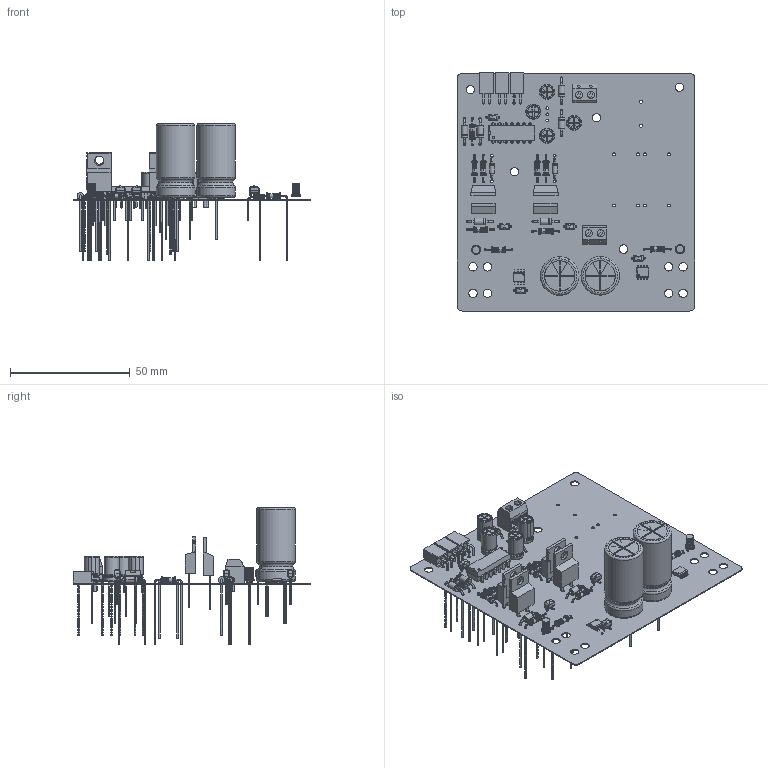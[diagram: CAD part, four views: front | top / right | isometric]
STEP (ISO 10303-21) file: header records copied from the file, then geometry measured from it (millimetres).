
FILE_DESCRIPTION(('Open CASCADE Model'),'2;1');
FILE_NAME('Open CASCADE Shape Model','2024-04-27T23:26:31',('Author'),( 'Open CASCADE'),'Open CASCADE STEP processor 7.5','Open CASCADE 7.5' ,'Unknown');
FILE_SCHEMA(('AUTOMOTIVE_DESIGN { 1 0 10303 214 1 1 1 1 }'));
Length unit declared in the file: millimetre
Products named in the file (74): PCB; Board; Open CASCADE STEP translator 7.5 1.1.1; U3; 6831826256; U2; 7330374976; U1; 7330375296; R9; MFR-25FTE52-1R; R8; R7; R6; R5; R4; R3; R2; R1; Q3; 7330374176; Q2; J2; KF301-5.0-2P; J6; 613004243121; Open CASCADE STEP translator 7.5 1.17.1.1; Open CASCADE STEP translator 7.5 1.17.1.2; Open CASCADE STEP translator 7.5 1.17.1.3; Open CASCADE STEP translator 7.5 1.17.1.4; Open CASCADE STEP translator 7.5 1.17.1.5; J5; J1; J4; DS2; 6889546144; Extruded; 6889546224; 6889543744; DS1 ...
Assembly tree (98 placements, depth 4):
  PCB
    Board
      Open CASCADE STEP translator 7.5 1.1.1
    U3
      6831826256
    U2
      7330374976
    U1
      7330375296
    R9
      MFR-25FTE52-1R
    R8
      MFR-25FTE52-1R
    R7
      MFR-25FTE52-1R
    R6
      MFR-25FTE52-1R
    R5
      MFR-25FTE52-1R
    R4
      MFR-25FTE52-1R
    R3
      MFR-25FTE52-1R
    R2
      MFR-25FTE52-1R
    R1
      MFR-25FTE52-1R
    Q3
      7330374176
    Q2
      7330374176
    J2
      KF301-5.0-2P
    J6
      613004243121
        Open CASCADE STEP translator 7.5 1.17.1.1
        Open CASCADE STEP translator 7.5 1.17.1.2
        Open CASCADE STEP translator 7.5 1.17.1.3
        Open CASCADE STEP translator 7.5 1.17.1.4
        Open CASCADE STEP translator 7.5 1.17.1.5
    J5
      613004243121
        Open CASCADE STEP translator 7.5 1.17.1.1
        Open CASCADE STEP translator 7.5 1.17.1.2
        Open CASCADE STEP translator 7.5 1.17.1.3
        Open CASCADE STEP translator 7.5 1.17.1.4
        Open CASCADE STEP translator 7.5 1.17.1.5
    J1
      KF301-5.0-2P
    J4
      613004243121
        Open CASCADE STEP translator 7.5 1.17.1.1
        Open CASCADE STEP translator 7.5 1.17.1.2
        Open CASCADE STEP translator 7.5 1.17.1.3
        Open CASCADE STEP translator 7.5 1.17.1.4
        Open CASCADE STEP translator 7.5 1.17.1.5
    DS2
      6889546144
        Extruded
      6889546224
Bounding box: 99 x 99.16 x 57.02 mm (x, y, z)
Volume: 22520 mm3; surface area: 40476.7 mm2
Topology: 272 solids, 272 shells, 3950 faces, 9299 edges, 5910 vertices
Faces by surface type: plane 2223, cylinder 1077, torus 400, bspline 178, cone 72
Full cylindrical faces by diameter (mm): 0.75 x8, 0.8 x28, 0.83 x14, 0.9 x4, 1 x8, 1.03 x12, 1.05 x4, 1.06 x12, 1.1 x4, 1.2 x10, 1.23 x6, 1.24 x3, 1.29 x4, 1.4 x4, 2 x8, 3 x8, 3.5 x13
Entity records: 65283 total; most frequent: CARTESIAN_POINT 14826, DIRECTION 10180, ORIENTED_EDGE 9788, EDGE_CURVE 4894, AXIS2_PLACEMENT_3D 3458, LINE 3264, VECTOR 3264, VERTEX_POINT 3168
